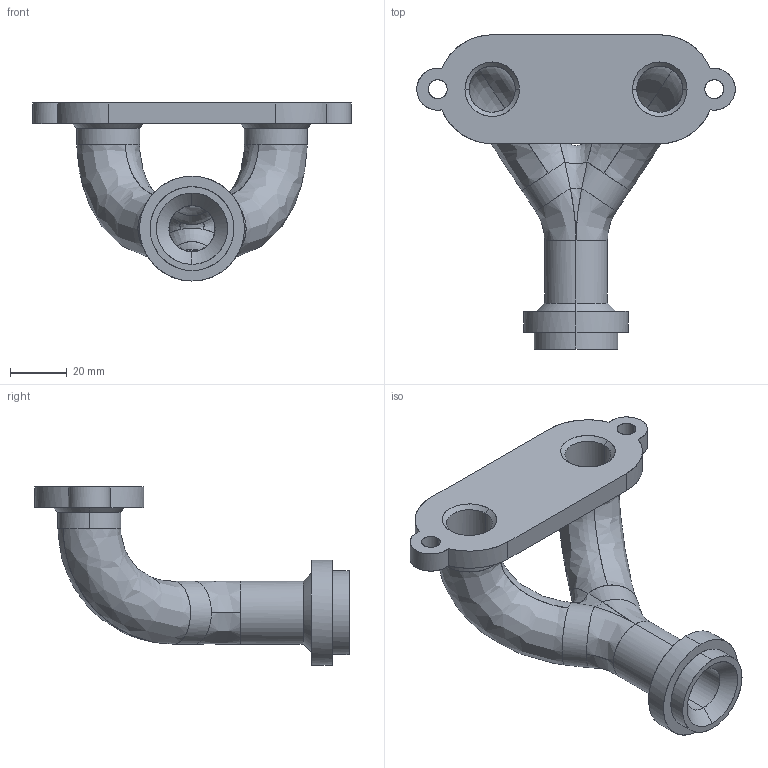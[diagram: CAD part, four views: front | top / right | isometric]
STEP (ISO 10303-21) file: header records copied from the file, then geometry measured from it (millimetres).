
FILE_DESCRIPTION(('FreeCAD Model'),'2;1');
FILE_NAME('Open CASCADE Shape Model','2025-05-05T10:57:41',('FreeCAD'),( 'FreeCAD'),'Open CASCADE STEP processor 7.6','FreeCAD','Unknown');
FILE_SCHEMA(('AUTOMOTIVE_DESIGN { 1 0 10303 214 1 1 1 1 }'));
Products named in the file (1): Open CASCADE STEP translator 7.6 1
Bounding box: 112.16 x 110.68 x 62.72 mm (x, y, z)
Surface area: 32950.7 mm2 (no closed solid volume)
Topology: 0 solids, 80 shells, 80 faces, 1145 edges, 1152 vertices
Faces by surface type: bspline 80
Entity records: 73555 total; most frequent: CARTESIAN_POINT 68677, VERTEX_POINT 1142, ORIENTED_EDGE 1137, EDGE_CURVE 1137, B_SPLINE_CURVE_WITH_KNOTS 994, FACE_BOUND 91, EDGE_LOOP 91, SHELL_BASED_SURFACE_MODEL 80
